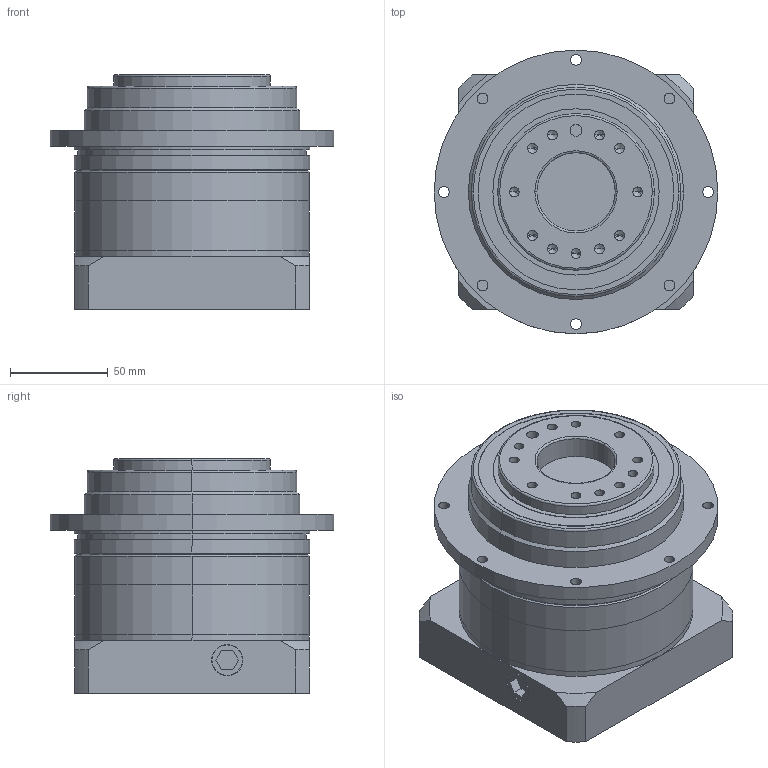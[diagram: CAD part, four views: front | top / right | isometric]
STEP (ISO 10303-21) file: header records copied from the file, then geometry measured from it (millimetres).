
FILE_DESCRIPTION (( 'STEP AP214' ), '1' );
FILE_NAME ('VGH110单级模型（19-35 70-3 4-5.5-90）.STEP', '2018-07-20T09:11:30', ( 'Windows' ), ( 'Microsoft' ), 'SwSTEP 2.0', 'SolidWorks 2016', '' );
FILE_SCHEMA (( 'AUTOMOTIVE_DESIGN' ));
Length unit declared in the file: millimetre
Products named in the file (1): VGH110单级模型（19-35 70-3 4-5.5-90）
Bounding box: 145 x 145 x 120 mm (x, y, z)
Volume: 1269271.4 mm3; surface area: 162827.8 mm2
Topology: 4 solids, 4 shells, 258 faces, 611 edges, 375 vertices
Faces by surface type: cylinder 119, plane 93, cone 40, torus 6
Entity records: 7976 total; most frequent: DIRECTION 1357, CARTESIAN_POINT 1239, ORIENTED_EDGE 1162, EDGE_CURVE 581, AXIS2_PLACEMENT_3D 525, VERTEX_POINT 375, EDGE_LOOP 320, VECTOR 307
